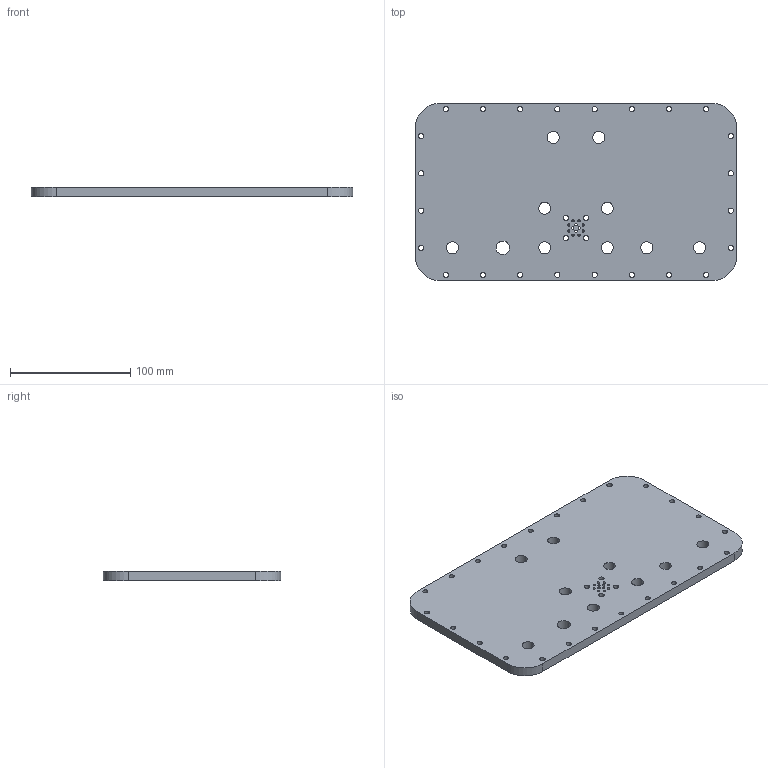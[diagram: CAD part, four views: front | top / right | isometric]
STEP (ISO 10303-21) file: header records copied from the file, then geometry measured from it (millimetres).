
FILE_DESCRIPTION (( 'STEP AP203' ), '1' );
FILE_NAME ('IP68-ELEC-BOX2.STEP', '2021-12-21T14:42:45', ( '' ), ( '' ), 'SwSTEP 2.0', 'SolidWorks 2016', '' );
FILE_SCHEMA (( 'CONFIG_CONTROL_DESIGN' ));
Length unit declared in the file: millimetre
Products named in the file (1): IP68-ELEC-BOX2
Bounding box: 268 x 148 x 8 mm (x, y, z)
Volume: 304286 mm3; surface area: 88611.7 mm2
Topology: 1 solids, 1 shells, 110 faces, 324 edges, 216 vertices
Faces by surface type: cylinder 104, plane 6
Entity records: 4073 total; most frequent: DIRECTION 754, CARTESIAN_POINT 651, ORIENTED_EDGE 648, EDGE_CURVE 324, AXIS2_PLACEMENT_3D 319, VERTEX_POINT 216, EDGE_LOOP 210, CIRCLE 208
